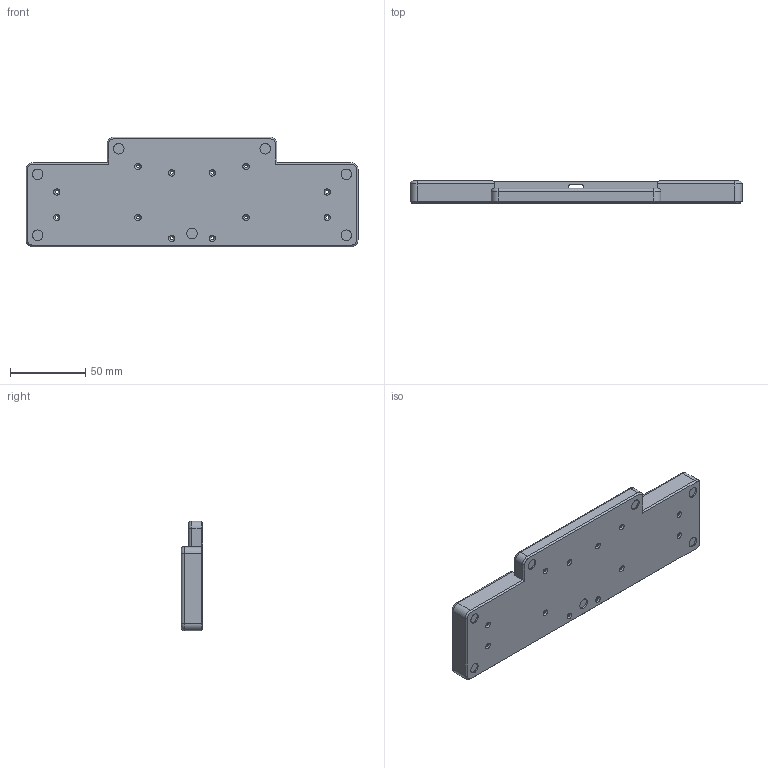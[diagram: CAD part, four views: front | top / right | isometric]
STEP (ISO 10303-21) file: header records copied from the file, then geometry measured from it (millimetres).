
FILE_DESCRIPTION(/* description */ (''),/* implementation_level */ '2;1');
FILE_NAME(/* name */ 'kurp-case.step',/* time_stamp */ '2023-12-15T22:04:59-05:00',/* author */ (''),/* organization */ (''),/* preprocessor_version */ 'ST-DEVELOPER v20',/* originating_system */ 'Autodesk Translation Framework v12.14.0.127',/* authorisation */ '');
FILE_SCHEMA (('AUTOMOTIVE_DESIGN { 1 0 10303 214 3 1 1 }'));
Length unit declared in the file: millimetre
Products named in the file (1): tall kurp case
Bounding box: 221 x 14.6 x 73 mm (x, y, z)
Volume: 40164.9 mm3; surface area: 42018.3 mm2
Topology: 1 solids, 1 shells, 122 faces, 289 edges, 174 vertices
Faces by surface type: cylinder 53, plane 43, cone 18, torus 8
Full cylindrical faces by diameter (mm): 2.2 x12, 7 x7
Entity records: 3599 total; most frequent: DIRECTION 655, CARTESIAN_POINT 626, ORIENTED_EDGE 578, EDGE_CURVE 289, AXIS2_PLACEMENT_3D 247, VERTEX_POINT 174, LINE 161, VECTOR 161
